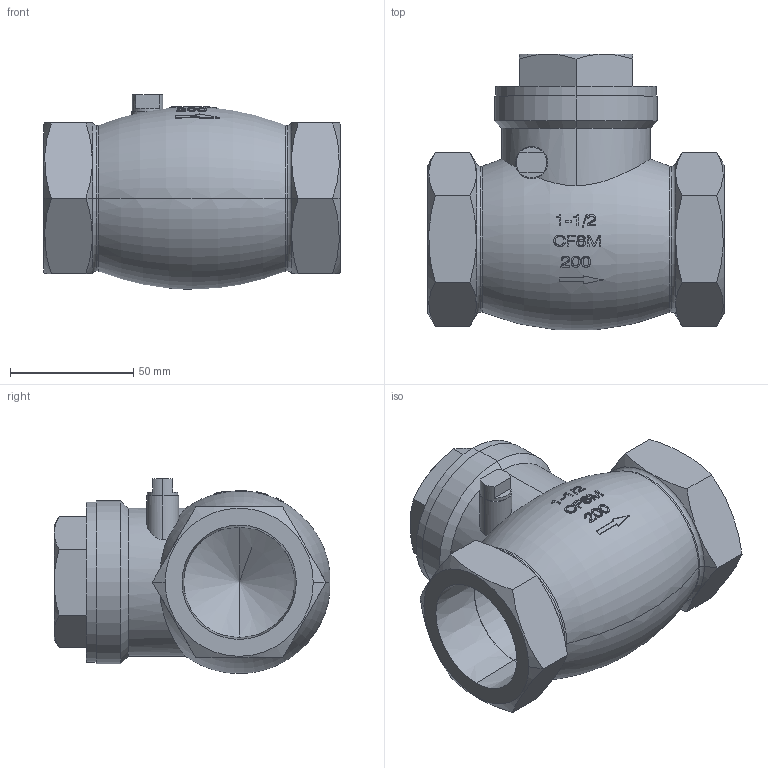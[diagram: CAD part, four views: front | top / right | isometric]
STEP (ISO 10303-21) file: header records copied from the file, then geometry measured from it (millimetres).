
FILE_DESCRIPTION (( 'STEP AP203' ), '1' );
FILE_NAME ('SC-200-DN40.STEP', '2013-12-02T07:33:08', ( '' ), ( '' ), 'SwSTEP 2.0', 'SolidWorks 2010', '' );
FILE_SCHEMA (( 'CONFIG_CONTROL_DESIGN' ));
Length unit declared in the file: millimetre
Products named in the file (1): SC-200-DN40
Bounding box: 120 x 111.75 x 78.94 mm (x, y, z)
Volume: 421214 mm3; surface area: 52444.1 mm2
Topology: 1 solids, 1 shells, 229 faces, 580 edges, 373 vertices
Faces by surface type: plane 99, bspline 64, torus 27, cone 25, cylinder 14
Entity records: 13338 total; most frequent: CARTESIAN_POINT 8370, ORIENTED_EDGE 1152, DIRECTION 765, EDGE_CURVE 576, VERTEX_POINT 373, AXIS2_PLACEMENT_3D 284, B_SPLINE_CURVE_WITH_KNOTS 261, EDGE_LOOP 253
